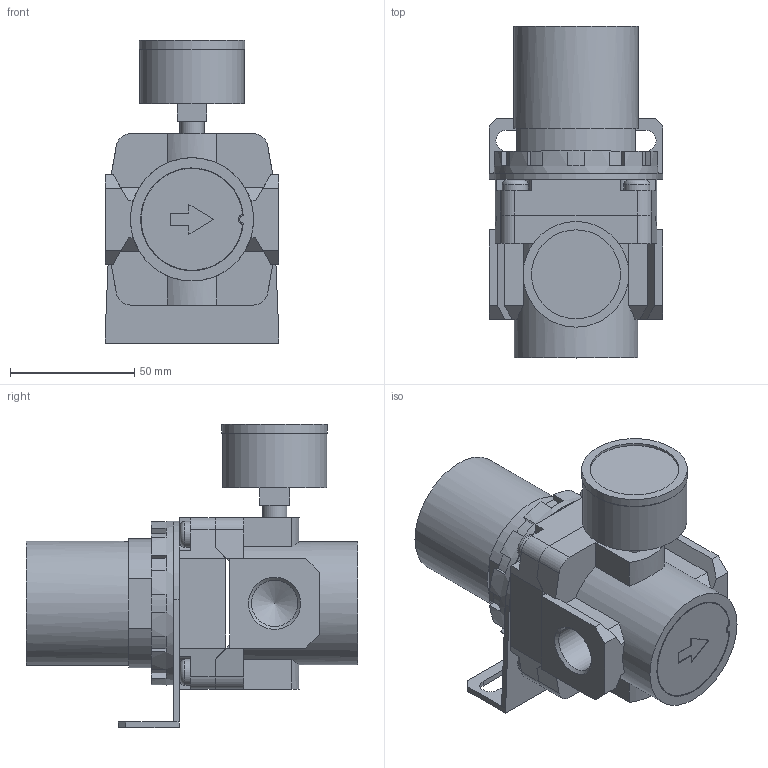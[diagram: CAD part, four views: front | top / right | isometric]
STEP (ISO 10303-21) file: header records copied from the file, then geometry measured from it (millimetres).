
FILE_DESCRIPTION(/* description */ ('STEP AP214'),/* implementation_level */ '2;1');
FILE_NAME(/* name */ 'AR40-04BM-1Y-A(0)',/* time_stamp */ '2023-10-05T19:36:23+02:00',/* author */ ('License CC BY-ND 4.0'),/* organization */ ('CADENAS'),/* preprocessor_version */ 'ST-DEVELOPER v19.3',/* originating_system */ 'PARTsolutions',/* authorisation */ ' ');
FILE_SCHEMA (('AUTOMOTIVE_DESIGN {1 0 10303 214 3 1 1}'));
Length unit declared in the file: millimetre
Products named in the file (6): AR40-04BM-1Y-A(0); AR40-M-1-A_GAUGE; AR42P-270AS(40); AR42P-260S(40)_SETNUT; AR40-A_BONNET; AR40-04M-Y-A(0)_BODY
Assembly tree (5 placements, depth 2):
  AR40-04BM-1Y-A(0)
    AR40-M-1-A_GAUGE
    AR42P-270AS(40)
    AR42P-260S(40)_SETNUT
    AR40-A_BONNET
    AR40-04M-Y-A(0)_BODY
Bounding box: 70 x 133.5 x 122 mm (x, y, z)
Volume: 396955.9 mm3; surface area: 70392.9 mm2
Topology: 5 solids, 5 shells, 245 faces, 645 edges, 424 vertices
Faces by surface type: plane 169, cylinder 62, cone 10, torus 4
Full cylindrical faces by diameter (mm): 8.566 x1, 8.6 x1, 9.728 x1, 10.5 x4, 18.631 x2, 35.8 x1, 42 x1, 42.5 x1, 49.6 x1, 50 x1, 50.917 x1, 66 x1
Entity records: 7482 total; most frequent: CARTESIAN_POINT 1287, DIRECTION 1271, ORIENTED_EDGE 1206, EDGE_CURVE 603, LINE 433, VECTOR 433, AXIS2_PLACEMENT_3D 419, VERTEX_POINT 415
